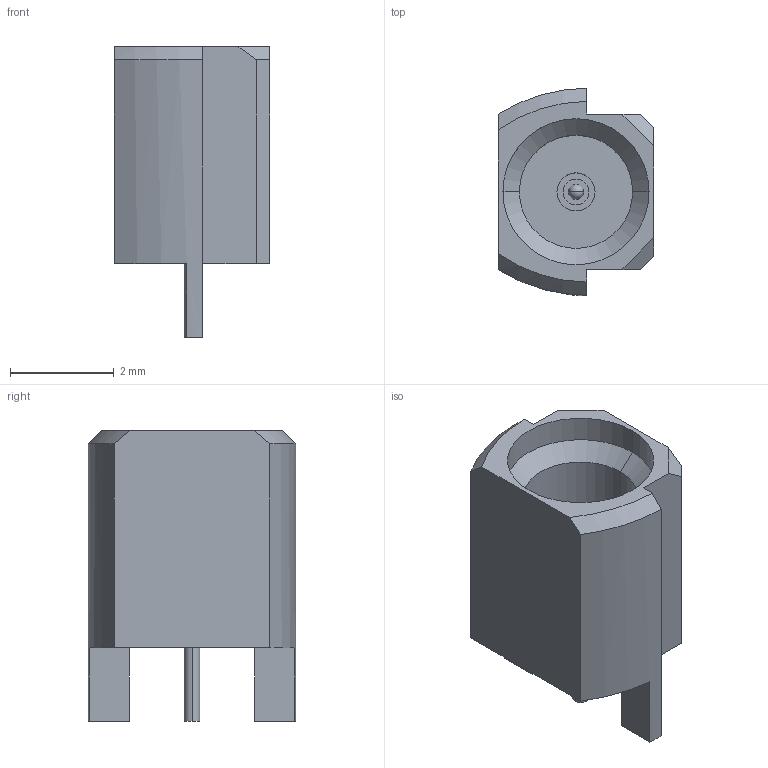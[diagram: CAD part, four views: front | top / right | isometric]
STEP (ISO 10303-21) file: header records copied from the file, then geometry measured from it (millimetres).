
FILE_DESCRIPTION (( 'STEP AP203' ), '1' );
FILE_NAME ('SC5413.step', '2019-04-15T14:42:40', ( '' ), ( '' ), 'SwSTEP 2.0', 'SolidWorks 2018', '' );
FILE_SCHEMA (( 'CONFIG_CONTROL_DESIGN' ));
Length unit declared in the file: inch
Products named in the file (1): SC5413
Bounding box: 3 x 4 x 5.61 mm (x, y, z)
Volume: 33.1 mm3; surface area: 100.3 mm2
Topology: 1 solids, 1 shells, 46 faces, 108 edges, 70 vertices
Faces by surface type: plane 24, cylinder 16, cone 4, torus 2
Entity records: 1407 total; most frequent: DIRECTION 238, CARTESIAN_POINT 237, ORIENTED_EDGE 216, EDGE_CURVE 108, AXIS2_PLACEMENT_3D 87, VERTEX_POINT 70, LINE 64, VECTOR 64
